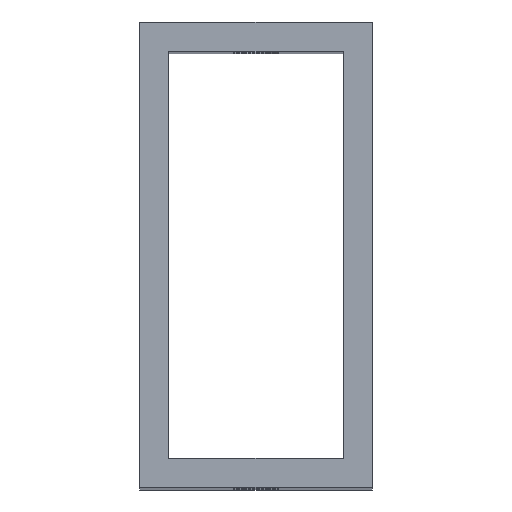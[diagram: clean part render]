
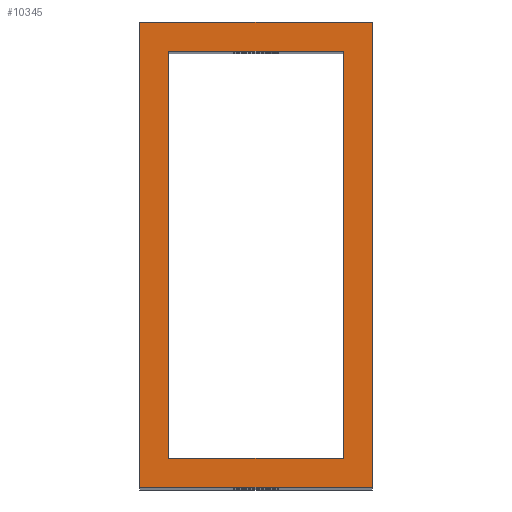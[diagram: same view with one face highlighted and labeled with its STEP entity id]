
A CAD part, top view. The second image highlights one B-rep face of the part: STEP entity #10345.
In plain terms, the highlighted planar face has unit normal (0, 0, 1).
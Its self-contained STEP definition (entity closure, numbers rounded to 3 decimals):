
#37 = DIRECTION ( 'NONE',  ( -1., 0., 0. ) ) ;
#56 = DIRECTION ( 'NONE',  ( 0., 1., 0. ) ) ;
#97 = EDGE_LOOP ( 'NONE', ( #802, #5080, #467, #12535 ) ) ;
#229 = CARTESIAN_POINT ( 'NONE',  ( -12.7, -25.4, 177.8 ) ) ;
#265 = CARTESIAN_POINT ( 'NONE',  ( 12.7, 25.4, 177.8 ) ) ;
#467 = ORIENTED_EDGE ( 'NONE', *, *, #4480, .T. ) ;
#701 = CARTESIAN_POINT ( 'NONE',  ( -12.7, 25.4, 177.8 ) ) ;
#767 = DIRECTION ( 'NONE',  ( -1., 0., 0. ) ) ;
#802 = ORIENTED_EDGE ( 'NONE', *, *, #6489, .T. ) ;
#880 = EDGE_CURVE ( 'NONE', #3985, #6935, #4489, .T. ) ;
#945 = VECTOR ( 'NONE', #767, 1000. ) ;
#1200 = VERTEX_POINT ( 'NONE', #265 ) ;
#1244 = ORIENTED_EDGE ( 'NONE', *, *, #5577, .F. ) ;
#1426 = DIRECTION ( 'NONE',  ( 1., 0., 0. ) ) ;
#2711 = EDGE_LOOP ( 'NONE', ( #7857, #4760, #5204, #1244 ) ) ;
#2755 = VERTEX_POINT ( 'NONE', #4798 ) ;
#2880 = VECTOR ( 'NONE', #6586, 1000. ) ;
#3188 = VECTOR ( 'NONE', #56, 1000. ) ;
#3317 = CARTESIAN_POINT ( 'NONE',  ( 12.7, -25.4, 177.8 ) ) ;
#3393 = CARTESIAN_POINT ( 'NONE',  ( -12.7, -25.4, 177.8 ) ) ;
#3547 = VECTOR ( 'NONE', #1426, 1000. ) ;
#3853 = LINE ( 'NONE', #3393, #4579 ) ;
#3902 = LINE ( 'NONE', #9672, #3188 ) ;
#3985 = VERTEX_POINT ( 'NONE', #10628 ) ;
#4052 = EDGE_CURVE ( 'NONE', #6935, #2755, #10209, .T. ) ;
#4315 = CARTESIAN_POINT ( 'NONE',  ( -12.7, 25.4, 177.8 ) ) ;
#4480 = EDGE_CURVE ( 'NONE', #6300, #10535, #3853, .T. ) ;
#4489 = LINE ( 'NONE', #7445, #7968 ) ;
#4579 = VECTOR ( 'NONE', #6289, 1000. ) ;
#4760 = ORIENTED_EDGE ( 'NONE', *, *, #4052, .F. ) ;
#4798 = CARTESIAN_POINT ( 'NONE',  ( 9.525, -22.225, 177.8 ) ) ;
#5080 = ORIENTED_EDGE ( 'NONE', *, *, #11582, .T. ) ;
#5204 = ORIENTED_EDGE ( 'NONE', *, *, #880, .F. ) ;
#5281 = LINE ( 'NONE', #4315, #10362 ) ;
#5577 = EDGE_CURVE ( 'NONE', #9968, #3985, #5633, .T. ) ;
#5612 = PLANE ( 'NONE',  #9667 ) ;
#5633 = LINE ( 'NONE', #9539, #945 ) ;
#5677 = EDGE_CURVE ( 'NONE', #2755, #9968, #3902, .T. ) ;
#6258 = CARTESIAN_POINT ( 'NONE',  ( -9.525, -22.225, 177.8 ) ) ;
#6289 = DIRECTION ( 'NONE',  ( 0., -1., 0. ) ) ;
#6300 = VERTEX_POINT ( 'NONE', #701 ) ;
#6489 = EDGE_CURVE ( 'NONE', #9072, #1200, #10822, .T. ) ;
#6586 = DIRECTION ( 'NONE',  ( 1., 0., 0. ) ) ;
#6904 = VECTOR ( 'NONE', #10949, 1000. ) ;
#6935 = VERTEX_POINT ( 'NONE', #6258 ) ;
#7445 = CARTESIAN_POINT ( 'NONE',  ( -9.525, -22.225, 177.8 ) ) ;
#7730 = DIRECTION ( 'NONE',  ( 0., 0., -1. ) ) ;
#7857 = ORIENTED_EDGE ( 'NONE', *, *, #5677, .F. ) ;
#7968 = VECTOR ( 'NONE', #8341, 1000. ) ;
#8226 = DIRECTION ( 'NONE',  ( -1., 0., 0. ) ) ;
#8341 = DIRECTION ( 'NONE',  ( 0., -1., 0. ) ) ;
#8510 = CARTESIAN_POINT ( 'NONE',  ( -12.7, -25.4, 177.8 ) ) ;
#8543 = CARTESIAN_POINT ( 'NONE',  ( 12.7, -25.4, 177.8 ) ) ;
#8698 = CARTESIAN_POINT ( 'NONE',  ( 9.525, 22.225, 177.8 ) ) ;
#9072 = VERTEX_POINT ( 'NONE', #8543 ) ;
#9514 = CARTESIAN_POINT ( 'NONE',  ( 0., 0., 177.8 ) ) ;
#9539 = CARTESIAN_POINT ( 'NONE',  ( -9.525, 22.225, 177.8 ) ) ;
#9667 = AXIS2_PLACEMENT_3D ( 'NONE', #9514, #7730, #37 ) ;
#9672 = CARTESIAN_POINT ( 'NONE',  ( 9.525, -22.225, 177.8 ) ) ;
#9789 = EDGE_CURVE ( 'NONE', #10535, #9072, #11220, .T. ) ;
#9968 = VERTEX_POINT ( 'NONE', #8698 ) ;
#10209 = LINE ( 'NONE', #12143, #3547 ) ;
#10345 = ADVANCED_FACE ( 'NONE', ( #10477, #11577 ), #5612, .F. ) ;
#10362 = VECTOR ( 'NONE', #8226, 1000. ) ;
#10477 = FACE_OUTER_BOUND ( 'NONE', #97, .T. ) ;
#10535 = VERTEX_POINT ( 'NONE', #229 ) ;
#10628 = CARTESIAN_POINT ( 'NONE',  ( -9.525, 22.225, 177.8 ) ) ;
#10822 = LINE ( 'NONE', #3317, #6904 ) ;
#10949 = DIRECTION ( 'NONE',  ( 0., 1., 0. ) ) ;
#11220 = LINE ( 'NONE', #8510, #2880 ) ;
#11577 = FACE_BOUND ( 'NONE', #2711, .T. ) ;
#11582 = EDGE_CURVE ( 'NONE', #1200, #6300, #5281, .T. ) ;
#12143 = CARTESIAN_POINT ( 'NONE',  ( -9.525, -22.225, 177.8 ) ) ;
#12535 = ORIENTED_EDGE ( 'NONE', *, *, #9789, .T. ) ;
